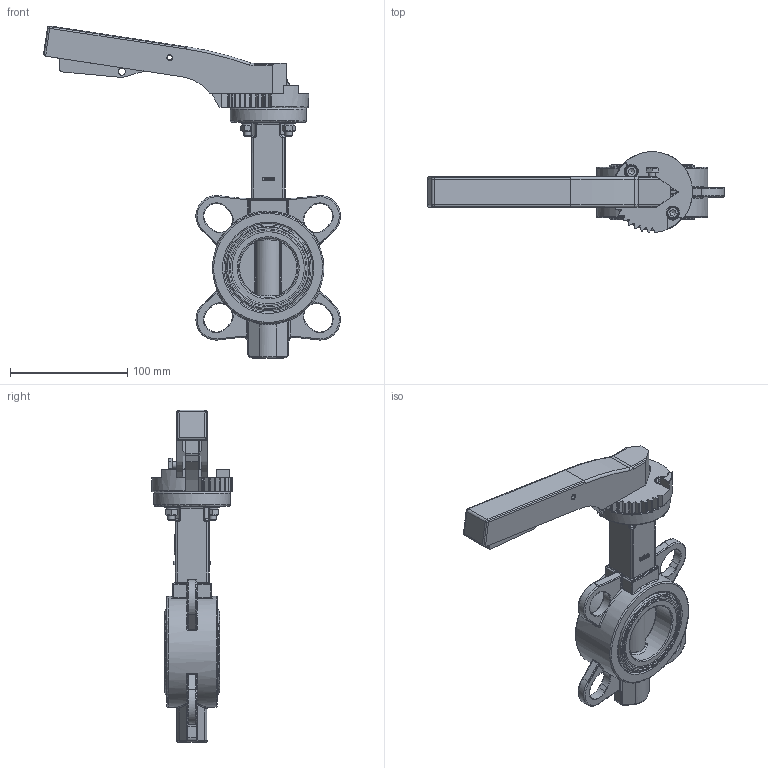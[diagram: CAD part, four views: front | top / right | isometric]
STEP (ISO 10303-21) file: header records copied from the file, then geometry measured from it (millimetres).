
FILE_DESCRIPTION(('HOOPS Exchange Step'),'2;1');
FILE_NAME('AK05_DN50.stp','2025-07-21T08:31:24+02:00',('nieru'),('Unknown organisation'),'HOOPS Exchange 2024.2','HOOPS Exchange','Unknown authorisation');
FILE_SCHEMA( ('AP203_CONFIGURATION_CONTROLLED_3D_DESIGN_OF_MECHANICAL_PARTS_AND_ASSEMBLIES_MIM_LF') );
Length unit declared in the file: millimetre
Products named in the file (3): 0; root
Assembly tree (2 placements, depth 3):
  root
    0
      0
Bounding box: 253.49 x 68.85 x 283.5 mm (x, y, z)
Volume: 559388.6 mm3; surface area: 123086.2 mm2
Topology: 12 solids, 12 shells, 1203 faces, 3211 edges, 2010 vertices
Faces by surface type: cylinder 442, plane 344, bspline 232, torus 149, cone 20, sphere 16
Full cylindrical faces by diameter (mm): 5 x2, 6 x6, 6.4 x2, 7 x4, 10 x3, 11 x2, 11.5 x2, 17.431 x1, 18.027 x1, 51 x2, 65 x1, 73 x2, 76 x2, 95 x1
Entity records: 88519 total; most frequent: CARTESIAN_POINT 62685, ORIENTED_EDGE 6332, DIRECTION 3602, EDGE_CURVE 3166, VERTEX_POINT 2010, B_SPLINE_CURVE_WITH_KNOTS 1691, EDGE_LOOP 1266, FACE_BOUND 1266
